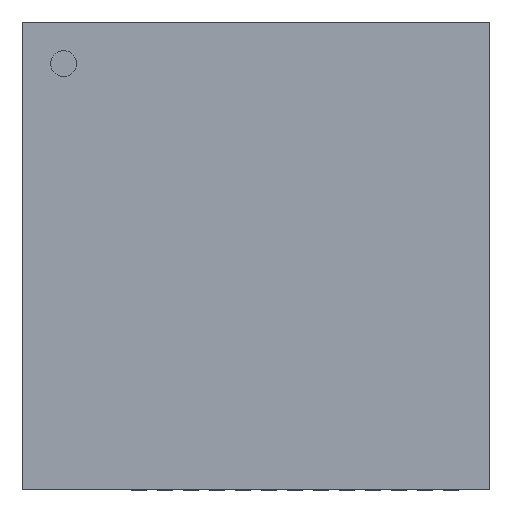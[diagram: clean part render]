
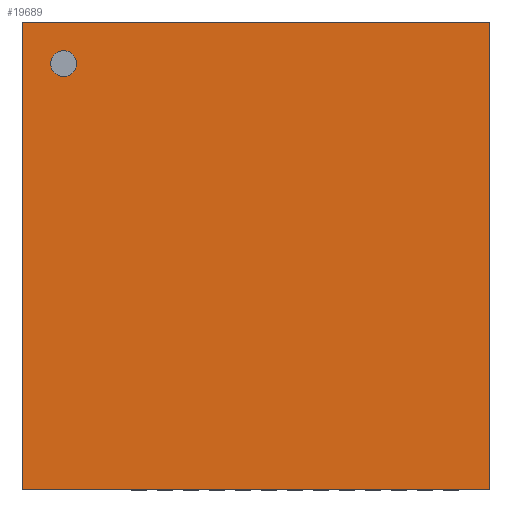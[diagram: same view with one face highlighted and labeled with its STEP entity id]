
A CAD part, top view. The second image highlights one B-rep face of the part: STEP entity #19689.
In plain terms, the highlighted planar face has unit normal (0, 0, 1).
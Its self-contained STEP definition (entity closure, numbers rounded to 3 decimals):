
#10543=CARTESIAN_POINT('',(-3.45,3.7,1.0));
#10544=VERTEX_POINT('',#10543);
#10553=CARTESIAN_POINT('',(-3.95,3.7,1.0));
#10554=VERTEX_POINT('',#10553);
#10555=CARTESIAN_POINT('',(-3.7,3.7,1.0));
#10556=DIRECTION('',(0.0,0.0,-1.0));
#10557=DIRECTION('',(1.0,0.0,0.0));
#10558=AXIS2_PLACEMENT_3D('',#10555,#10556,#10557);
#10559=CIRCLE('',#10558,0.25);
#10560=EDGE_CURVE('',#10554,#10544,#10559,.T.);
#19626=CARTESIAN_POINT('',(-3.7,3.7,1.0));
#19627=DIRECTION('',(0.0,0.0,-1.0));
#19628=DIRECTION('',(1.0,0.0,0.0));
#19629=AXIS2_PLACEMENT_3D('',#19626,#19627,#19628);
#19630=CIRCLE('',#19629,0.25);
#19631=EDGE_CURVE('',#10544,#10554,#19630,.T.);
#19646=CARTESIAN_POINT('',(0.0,0.0,1.0));
#19647=DIRECTION('',(0.0,0.0,1.0));
#19648=DIRECTION('',(1.0,0.0,0.0));
#19649=AXIS2_PLACEMENT_3D('',#19646,#19647,#19648);
#19650=PLANE('',#19649);
#19651=CARTESIAN_POINT('',(-4.5,4.5,1.0));
#19652=VERTEX_POINT('',#19651);
#19653=CARTESIAN_POINT('',(4.5,4.5,1.0));
#19654=VERTEX_POINT('',#19653);
#19655=CARTESIAN_POINT('',(-4.5,4.5,1.0));
#19656=DIRECTION('',(1.0,0.0,0.0));
#19657=VECTOR('',#19656,9.0);
#19658=LINE('',#19655,#19657);
#19659=EDGE_CURVE('',#19652,#19654,#19658,.T.);
#19660=ORIENTED_EDGE('',*,*,#19659,.F.);
#19661=CARTESIAN_POINT('',(-4.5,-4.5,1.0));
#19662=VERTEX_POINT('',#19661);
#19663=CARTESIAN_POINT('',(-4.5,-4.5,1.0));
#19664=DIRECTION('',(0.0,1.0,0.0));
#19665=VECTOR('',#19664,9.0);
#19666=LINE('',#19663,#19665);
#19667=EDGE_CURVE('',#19662,#19652,#19666,.T.);
#19668=ORIENTED_EDGE('',*,*,#19667,.F.);
#19669=CARTESIAN_POINT('',(4.5,-4.5,1.0));
#19670=VERTEX_POINT('',#19669);
#19671=CARTESIAN_POINT('',(4.5,-4.5,1.0));
#19672=DIRECTION('',(-1.0,0.0,0.0));
#19673=VECTOR('',#19672,9.0);
#19674=LINE('',#19671,#19673);
#19675=EDGE_CURVE('',#19670,#19662,#19674,.T.);
#19676=ORIENTED_EDGE('',*,*,#19675,.F.);
#19677=CARTESIAN_POINT('',(4.5,4.5,1.0));
#19678=DIRECTION('',(0.0,-1.0,0.0));
#19679=VECTOR('',#19678,9.0);
#19680=LINE('',#19677,#19679);
#19681=EDGE_CURVE('',#19654,#19670,#19680,.T.);
#19682=ORIENTED_EDGE('',*,*,#19681,.F.);
#19683=EDGE_LOOP('',(#19660,#19668,#19676,#19682));
#19684=FACE_OUTER_BOUND('',#19683,.T.);
#19685=ORIENTED_EDGE('',*,*,#19631,.T.);
#19686=ORIENTED_EDGE('',*,*,#10560,.T.);
#19687=EDGE_LOOP('',(#19685,#19686));
#19688=FACE_BOUND('',#19687,.T.);
#19689=ADVANCED_FACE('',(#19684,#19688),#19650,.T.);
